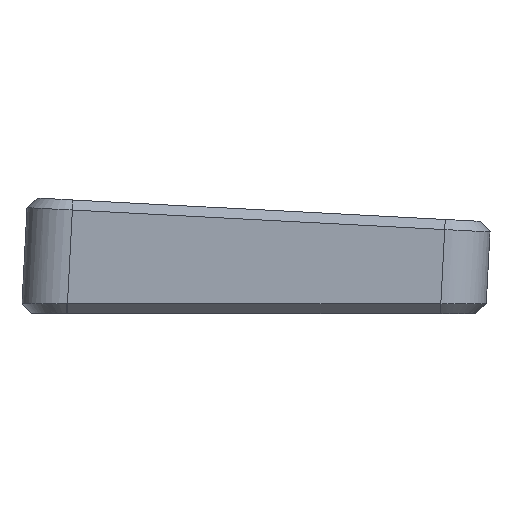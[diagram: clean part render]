
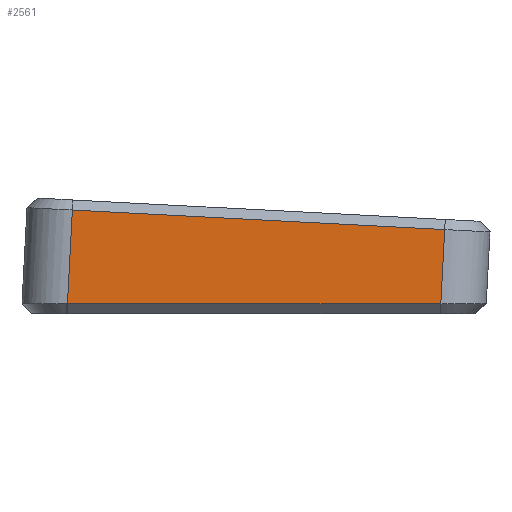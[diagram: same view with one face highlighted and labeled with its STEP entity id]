
A CAD part, left-side view. The second image highlights one B-rep face of the part: STEP entity #2561.
In plain terms, the highlighted planar face has unit normal (-1, 0, 0).
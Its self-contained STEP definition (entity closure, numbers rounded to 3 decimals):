
#49=B_SPLINE_CURVE_WITH_KNOTS('',3,(#4177,#4178,#4179,#4180),
 .UNSPECIFIED.,.F.,.F.,(4,4),(1.559,1.571),
 .UNSPECIFIED.);
#353=FACE_OUTER_BOUND('',#506,.T.);
#506=EDGE_LOOP('',(#2339,#2340,#2341,#2342,#2343));
#629=LINE('',#4136,#872);
#638=LINE('',#4213,#881);
#653=LINE('',#4253,#896);
#716=LINE('',#4433,#959);
#872=VECTOR('',#3178,10.);
#881=VECTOR('',#3203,10.);
#896=VECTOR('',#3244,10.);
#959=VECTOR('',#3455,10.);
#1130=VERTEX_POINT('',#3969);
#1144=VERTEX_POINT('',#4129);
#1147=VERTEX_POINT('',#4134);
#1159=VERTEX_POINT('',#4212);
#1170=VERTEX_POINT('',#4249);
#1431=EDGE_CURVE('',#1147,#1144,#629,.T.);
#1434=EDGE_CURVE('',#1130,#1147,#49,.T.);
#1449=EDGE_CURVE('',#1144,#1159,#638,.T.);
#1469=EDGE_CURVE('',#1159,#1170,#653,.T.);
#1560=EDGE_CURVE('',#1170,#1130,#716,.T.);
#2339=ORIENTED_EDGE('',*,*,#1434,.F.);
#2340=ORIENTED_EDGE('',*,*,#1560,.F.);
#2341=ORIENTED_EDGE('',*,*,#1469,.F.);
#2342=ORIENTED_EDGE('',*,*,#1449,.F.);
#2343=ORIENTED_EDGE('',*,*,#1431,.F.);
#2415=PLANE('',#2823);
#2561=ADVANCED_FACE('',(#353),#2415,.T.);
#2823=AXIS2_PLACEMENT_3D('',#4526,#3563,#3564);
#3178=DIRECTION('',(0.,1.,0.));
#3203=DIRECTION('',(0.,-0.052,0.999));
#3244=DIRECTION('',(0.,-0.999,-0.052));
#3455=DIRECTION('',(0.,0.052,-0.999));
#3563=DIRECTION('center_axis',(-1.,0.,0.));
#3564=DIRECTION('ref_axis',(0.,-0.999,-0.052));
#3969=CARTESIAN_POINT('',(4.272,-1.116,1.788));
#4129=CARTESIAN_POINT('',(4.272,72.936,1.788));
#4134=CARTESIAN_POINT('',(4.272,-1.011,1.788));
#4136=CARTESIAN_POINT('',(4.272,58.902,1.788));
#4177=CARTESIAN_POINT('Ctrl Pts',(4.272,-1.116,1.788));
#4178=CARTESIAN_POINT('Ctrl Pts',(4.272,-1.081,1.788));
#4179=CARTESIAN_POINT('Ctrl Pts',(4.272,-1.046,1.788));
#4180=CARTESIAN_POINT('Ctrl Pts',(4.272,-1.011,1.788));
#4212=CARTESIAN_POINT('',(4.272,71.961,20.382));
#4213=CARTESIAN_POINT('',(4.272,72.802,4.344));
#4249=CARTESIAN_POINT('',(4.272,-1.887,16.511));
#4253=CARTESIAN_POINT('',(4.272,57.993,19.65));
#4433=CARTESIAN_POINT('',(4.272,-1.047,0.473));
#4526=CARTESIAN_POINT('Origin',(4.272,81.79,4.815));
